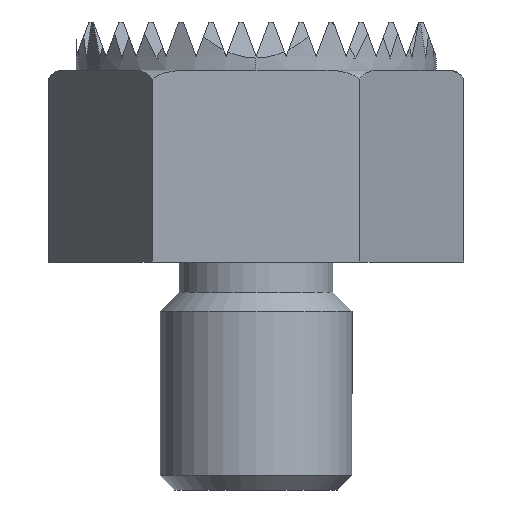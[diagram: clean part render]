
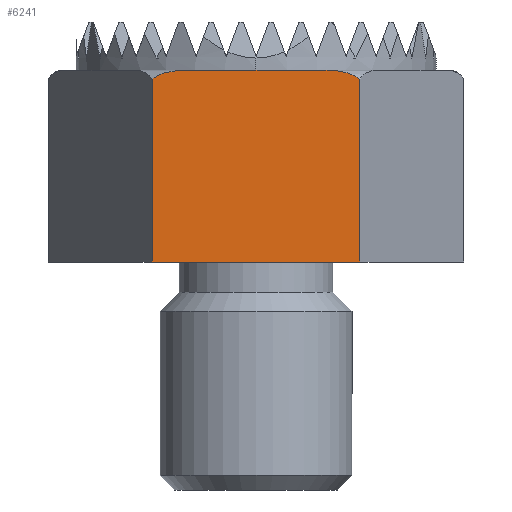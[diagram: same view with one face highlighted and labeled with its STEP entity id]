
A CAD part, left-side view. The second image highlights one B-rep face of the part: STEP entity #6241.
In plain terms, the highlighted planar face has unit normal (-1, 0, 0).
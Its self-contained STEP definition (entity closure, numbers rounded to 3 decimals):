
#866 = EDGE_CURVE ( 'NONE', #4359, #897, #6222, .T. ) ;
#897 = VERTEX_POINT ( 'NONE', #4431 ) ;
#1275 = ORIENTED_EDGE ( 'NONE', *, *, #866, .T. ) ;
#1869 = EDGE_CURVE ( 'NONE', #897, #12680, #14494, .T. ) ;
#2001 = CARTESIAN_POINT ( 'NONE',  ( -15., 6.111, 15.991 ) ) ;
#2120 = VERTEX_POINT ( 'NONE', #5801 ) ;
#2147 = CARTESIAN_POINT ( 'NONE',  ( -15., 7.714, 15.735 ) ) ;
#2257 = LINE ( 'NONE', #10398, #8220 ) ;
#2905 = EDGE_LOOP ( 'NONE', ( #9845, #9839, #8066, #11467, #1275, #11633, #12821 ) ) ;
#3240 = VECTOR ( 'NONE', #3676, 1000. ) ;
#3333 = B_SPLINE_CURVE_WITH_KNOTS ( 'NONE', 3,
 ( #10218, #8863, #2001, #7966, #5405, #8938, #2147, #6695, #12568, #13698, #11281, #10065 ),
 .UNSPECIFIED., .F., .F.,
 ( 4, 2, 2, 2, 2, 4 ),
 ( 0., 0.001, 0.002, 0.002, 0.003, 0.003 ),
 .UNSPECIFIED. ) ;
#3445 = CARTESIAN_POINT ( 'NONE',  ( -15., -6.111, 15.991 ) ) ;
#3460 = CARTESIAN_POINT ( 'NONE',  ( -15., 5.568, 16. ) ) ;
#3556 = EDGE_CURVE ( 'NONE', #2120, #3865, #2257, .T. ) ;
#3601 = CARTESIAN_POINT ( 'NONE',  ( -15., -8.66, 16. ) ) ;
#3676 = DIRECTION ( 'NONE',  ( 0., 0., 1. ) ) ;
#3682 = EDGE_CURVE ( 'NONE', #3865, #10795, #10769, .T. ) ;
#3865 = VERTEX_POINT ( 'NONE', #9159 ) ;
#3999 = CARTESIAN_POINT ( 'NONE',  ( -15., 8.66, 15.212 ) ) ;
#4211 = VECTOR ( 'NONE', #11715, 1000. ) ;
#4359 = VERTEX_POINT ( 'NONE', #9434 ) ;
#4431 = CARTESIAN_POINT ( 'NONE',  ( -15., -5.568, 16. ) ) ;
#5196 = DIRECTION ( 'NONE',  ( 0., 0., 1. ) ) ;
#5405 = CARTESIAN_POINT ( 'NONE',  ( -15., 6.921, 15.913 ) ) ;
#5801 = CARTESIAN_POINT ( 'NONE',  ( -15., -8.66, 0. ) ) ;
#6222 = B_SPLINE_CURVE_WITH_KNOTS ( 'NONE', 3,
 ( #13784, #11585, #8129, #13938, #11293, #12722, #9027, #3445, #8055, #10229 ),
 .UNSPECIFIED., .F., .F.,
 ( 4, 2, 2, 2, 4 ),
 ( 0., 0.001, 0.002, 0.002, 0.003 ),
 .UNSPECIFIED. ) ;
#6241 = ADVANCED_FACE ( 'NONE', ( #10021 ), #14564, .T. ) ;
#6299 = VECTOR ( 'NONE', #5196, 1000. ) ;
#6695 = CARTESIAN_POINT ( 'NONE',  ( -15., 8.091, 15.581 ) ) ;
#6951 = DIRECTION ( 'NONE',  ( 0., 1., 0. ) ) ;
#7966 = CARTESIAN_POINT ( 'NONE',  ( -15., 6.651, 15.948 ) ) ;
#7996 = LINE ( 'NONE', #3601, #3240 ) ;
#8004 = AXIS2_PLACEMENT_3D ( 'NONE', #8821, #13431, #11156 ) ;
#8055 = CARTESIAN_POINT ( 'NONE',  ( -15., -5.84, 16. ) ) ;
#8066 = ORIENTED_EDGE ( 'NONE', *, *, #3556, .F. ) ;
#8129 = CARTESIAN_POINT ( 'NONE',  ( -15., -8.219, 15.529 ) ) ;
#8220 = VECTOR ( 'NONE', #6951, 1000. ) ;
#8821 = CARTESIAN_POINT ( 'NONE',  ( -15., -8.66, 16. ) ) ;
#8863 = CARTESIAN_POINT ( 'NONE',  ( -15., 5.84, 16. ) ) ;
#8938 = CARTESIAN_POINT ( 'NONE',  ( -15., 7.453, 15.806 ) ) ;
#9027 = CARTESIAN_POINT ( 'NONE',  ( -15., -6.653, 15.948 ) ) ;
#9159 = CARTESIAN_POINT ( 'NONE',  ( -15., 8.66, 0. ) ) ;
#9162 = LINE ( 'NONE', #12844, #4211 ) ;
#9434 = CARTESIAN_POINT ( 'NONE',  ( -15., -8.66, 15.212 ) ) ;
#9839 = ORIENTED_EDGE ( 'NONE', *, *, #3682, .F. ) ;
#9845 = ORIENTED_EDGE ( 'NONE', *, *, #11754, .T. ) ;
#9984 = VERTEX_POINT ( 'NONE', #3460 ) ;
#10014 = EDGE_CURVE ( 'NONE', #2120, #4359, #7996, .T. ) ;
#10021 = FACE_OUTER_BOUND ( 'NONE', #2905, .T. ) ;
#10065 = CARTESIAN_POINT ( 'NONE',  ( -15., 8.66, 15.212 ) ) ;
#10180 = CARTESIAN_POINT ( 'NONE',  ( -15., 0., 16. ) ) ;
#10218 = CARTESIAN_POINT ( 'NONE',  ( -15., 5.568, 16. ) ) ;
#10229 = CARTESIAN_POINT ( 'NONE',  ( -15., -5.568, 16. ) ) ;
#10398 = CARTESIAN_POINT ( 'NONE',  ( -15., -17.321, 0. ) ) ;
#10769 = LINE ( 'NONE', #12067, #6299 ) ;
#10795 = VERTEX_POINT ( 'NONE', #3999 ) ;
#11156 = DIRECTION ( 'NONE',  ( 0., 1., 0. ) ) ;
#11281 = CARTESIAN_POINT ( 'NONE',  ( -15., 8.56, 15.305 ) ) ;
#11293 = CARTESIAN_POINT ( 'NONE',  ( -15., -7.453, 15.806 ) ) ;
#11467 = ORIENTED_EDGE ( 'NONE', *, *, #10014, .T. ) ;
#11585 = CARTESIAN_POINT ( 'NONE',  ( -15., -8.458, 15.399 ) ) ;
#11633 = ORIENTED_EDGE ( 'NONE', *, *, #1869, .T. ) ;
#11715 = DIRECTION ( 'NONE',  ( 0., 1., 0. ) ) ;
#11754 = EDGE_CURVE ( 'NONE', #9984, #10795, #3333, .T. ) ;
#11928 = DIRECTION ( 'NONE',  ( 0., 1., 0. ) ) ;
#12067 = CARTESIAN_POINT ( 'NONE',  ( -15., 8.66, 16. ) ) ;
#12327 = VECTOR ( 'NONE', #11928, 1000. ) ;
#12568 = CARTESIAN_POINT ( 'NONE',  ( -15., 8.215, 15.522 ) ) ;
#12680 = VERTEX_POINT ( 'NONE', #10180 ) ;
#12722 = CARTESIAN_POINT ( 'NONE',  ( -15., -6.923, 15.913 ) ) ;
#12821 = ORIENTED_EDGE ( 'NONE', *, *, #13422, .T. ) ;
#12844 = CARTESIAN_POINT ( 'NONE',  ( -15., 0., 16. ) ) ;
#13361 = CARTESIAN_POINT ( 'NONE',  ( -15., 0., 16. ) ) ;
#13422 = EDGE_CURVE ( 'NONE', #12680, #9984, #9162, .T. ) ;
#13431 = DIRECTION ( 'NONE',  ( -1., 0., 0. ) ) ;
#13698 = CARTESIAN_POINT ( 'NONE',  ( -15., 8.449, 15.384 ) ) ;
#13784 = CARTESIAN_POINT ( 'NONE',  ( -15., -8.66, 15.212 ) ) ;
#13938 = CARTESIAN_POINT ( 'NONE',  ( -15., -7.714, 15.735 ) ) ;
#14494 = LINE ( 'NONE', #13361, #12327 ) ;
#14564 = PLANE ( 'NONE',  #8004 ) ;
